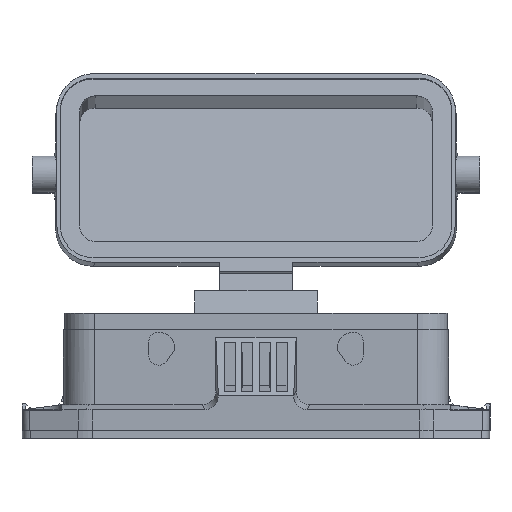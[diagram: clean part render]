
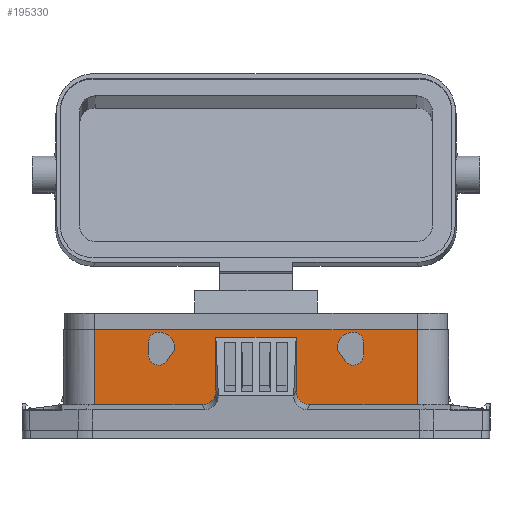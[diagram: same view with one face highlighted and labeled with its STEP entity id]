
A CAD part, left-side view. The second image highlights one B-rep face of the part: STEP entity #195330.
In plain terms, the highlighted face is planar.
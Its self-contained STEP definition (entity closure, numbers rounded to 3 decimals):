
#90820=CARTESIAN_POINT('',(2.706,37.899,
8.233));
#90830=DIRECTION('',(-1.,0.,0.));
#90840=VECTOR('',#90830,1.);
#90850=LINE('',#90820,#90840);
#90860=CARTESIAN_POINT('',(38.636,37.899,
8.233));
#90870=VERTEX_POINT('',#90860);
#90880=CARTESIAN_POINT('',(12.4,37.899,
8.233));
#90890=VERTEX_POINT('',#90880);
#90900=EDGE_CURVE('',#90870,#90890,#90850,.T.);
#116470=CARTESIAN_POINT('',(12.4,37.899,
-35.616));
#116480=DIRECTION('',(0.,0.,-1.));
#116490=VECTOR('',#116480,1.);
#116500=LINE('',#116470,#116490);
#116510=CARTESIAN_POINT('',(12.4,37.899,26.55));
#116520=VERTEX_POINT('',#116510);
#116530=EDGE_CURVE('',#116520,#90890,#116500,.T.);
#131960=CARTESIAN_POINT('',(18.629,37.899,
26.55));
#131970=DIRECTION('',(-1.,0.,0.));
#131980=VECTOR('',#131970,1.);
#131990=LINE('',#131960,#131980);
#132000=CARTESIAN_POINT('',(91.214,37.899,
26.55));
#132010=VERTEX_POINT('',#132000);
#132020=EDGE_CURVE('',#132010,#116520,#131990,.T.);
#193590=CARTESIAN_POINT('',(38.9,37.899,
25.3));
#193600=DIRECTION('',(0.,1.,0.));
#193610=DIRECTION('',(0.,0.,1.));
#193620=AXIS2_PLACEMENT_3D('',#193590,#193600,#193610);
#193630=PLANE('',#193620);
#193640=CARTESIAN_POINT('',(27.997,37.899,
20.388));
#193650=DIRECTION('',(0.,1.,0.));
#193660=DIRECTION('',(0.656,0.,
0.755));
#193670=AXIS2_PLACEMENT_3D('',#193640,#193650,#193660);
#193680=CIRCLE('',#193670,2.496);
#193690=CARTESIAN_POINT('',(30.076,37.899,
19.006));
#193700=VERTEX_POINT('',#193690);
#193710=CARTESIAN_POINT('',(25.501,37.899,
20.388));
#193720=VERTEX_POINT('',#193710);
#193730=EDGE_CURVE('',#193700,#193720,#193680,.T.);
#193740=ORIENTED_EDGE('',*,*,#193730,.F.);
#193750=CARTESIAN_POINT('',(25.501,37.899,
3.632));
#193760=DIRECTION('',(0.,0.,1.));
#193770=VECTOR('',#193760,1.);
#193780=LINE('',#193750,#193770);
#193790=CARTESIAN_POINT('',(25.501,37.899,
23.405));
#193800=VERTEX_POINT('',#193790);
#193810=EDGE_CURVE('',#193720,#193800,#193780,.T.);
#193820=ORIENTED_EDGE('',*,*,#193810,.F.);
#193830=CARTESIAN_POINT('',(27.997,37.899,
23.405));
#193840=DIRECTION('',(0.,1.,0.));
#193850=DIRECTION('',(0.656,0.,
0.755));
#193860=AXIS2_PLACEMENT_3D('',#193830,#193840,#193850);
#193870=CIRCLE('',#193860,2.496);
#193880=CARTESIAN_POINT('',(27.993,37.899,
25.901));
#193890=VERTEX_POINT('',#193880);
#193900=EDGE_CURVE('',#193800,#193890,#193870,.T.);
#193910=ORIENTED_EDGE('',*,*,#193900,.F.);
#193920=CARTESIAN_POINT('',(28.,37.899,
21.9));
#193930=DIRECTION('',(0.,1.,0.));
#193940=DIRECTION('',(0.002,0.,
1.));
#193950=AXIS2_PLACEMENT_3D('',#193920,#193930,#193940);
#193960=CIRCLE('',#193950,4.001);
#193970=CARTESIAN_POINT('',(31.973,37.899,
22.374));
#193980=VERTEX_POINT('',#193970);
#193990=EDGE_CURVE('',#193890,#193980,#193960,.T.);
#194000=ORIENTED_EDGE('',*,*,#193990,.F.);
#194010=CARTESIAN_POINT('',(30.788,37.899,
22.233));
#194020=DIRECTION('',(0.,-1.,0.));
#194030=DIRECTION('',(0.833,0.,
-0.554));
#194040=AXIS2_PLACEMENT_3D('',#194010,#194020,#194030);
#194050=CIRCLE('',#194040,1.194);
#194060=CARTESIAN_POINT('',(31.782,37.899,
21.571));
#194070=VERTEX_POINT('',#194060);
#194080=EDGE_CURVE('',#194070,#193980,#194050,.T.);
#194090=ORIENTED_EDGE('',*,*,#194080,.T.);
#194100=CARTESIAN_POINT('',(21.921,37.899,
6.744));
#194110=DIRECTION('',(-0.554,0.,
-0.833));
#194120=VECTOR('',#194110,1.);
#194130=LINE('',#194100,#194120);
#194140=EDGE_CURVE('',#194070,#193700,#194130,.T.);
#194150=ORIENTED_EDGE('',*,*,#194140,.F.);
#194160=EDGE_LOOP('',(#194150,#194090,#194000,#193910,#193820,#193740));
#194170=FACE_BOUND('',#194160,.T.);
#194180=CARTESIAN_POINT('',(75.5,37.899,
20.383));
#194190=DIRECTION('',(0.,1.,0.));
#194200=DIRECTION('',(0.656,0.,
0.755));
#194210=AXIS2_PLACEMENT_3D('',#194180,#194190,#194200);
#194220=CIRCLE('',#194210,2.496);
#194230=CARTESIAN_POINT('',(77.996,37.899,
20.383));
#194240=VERTEX_POINT('',#194230);
#194250=CARTESIAN_POINT('',(73.422,37.899,
19.001));
#194260=VERTEX_POINT('',#194250);
#194270=EDGE_CURVE('',#194240,#194260,#194220,.T.);
#194280=ORIENTED_EDGE('',*,*,#194270,.F.);
#194290=CARTESIAN_POINT('',(46.827,37.899,
58.988));
#194300=DIRECTION('',(-0.554,0.,
0.833));
#194310=VECTOR('',#194300,1.);
#194320=LINE('',#194290,#194310);
#194330=CARTESIAN_POINT('',(71.715,37.899,
21.566));
#194340=VERTEX_POINT('',#194330);
#194350=EDGE_CURVE('',#194260,#194340,#194320,.T.);
#194360=ORIENTED_EDGE('',*,*,#194350,.F.);
#194370=CARTESIAN_POINT('',(72.709,37.899,
22.227));
#194380=DIRECTION('',(0.,1.,0.));
#194390=DIRECTION('',(-0.833,0.,
-0.554));
#194400=AXIS2_PLACEMENT_3D('',#194370,#194380,#194390);
#194410=CIRCLE('',#194400,1.194);
#194420=CARTESIAN_POINT('',(71.524,37.899,
22.369));
#194430=VERTEX_POINT('',#194420);
#194440=EDGE_CURVE('',#194340,#194430,#194410,.T.);
#194450=ORIENTED_EDGE('',*,*,#194440,.F.);
#194460=CARTESIAN_POINT('',(75.497,37.899,
21.895));
#194470=DIRECTION('',(0.,-1.,0.));
#194480=DIRECTION('',(-0.002,0.,
1.));
#194490=AXIS2_PLACEMENT_3D('',#194460,#194470,#194480);
#194500=CIRCLE('',#194490,4.001);
#194510=CARTESIAN_POINT('',(75.505,37.899,
25.896));
#194520=VERTEX_POINT('',#194510);
#194530=EDGE_CURVE('',#194520,#194430,#194500,.T.);
#194540=ORIENTED_EDGE('',*,*,#194530,.T.);
#194550=CARTESIAN_POINT('',(75.5,37.899,
23.4));
#194560=DIRECTION('',(0.,-1.,0.));
#194570=DIRECTION('',(-0.656,0.,
-0.755));
#194580=AXIS2_PLACEMENT_3D('',#194550,#194560,#194570);
#194590=CIRCLE('',#194580,2.496);
#194600=CARTESIAN_POINT('',(77.996,37.899,
23.4));
#194610=VERTEX_POINT('',#194600);
#194620=EDGE_CURVE('',#194610,#194520,#194590,.T.);
#194630=ORIENTED_EDGE('',*,*,#194620,.T.);
#194640=CARTESIAN_POINT('',(77.996,37.899,
-42.001));
#194650=DIRECTION('',(0.,0.,-1.));
#194660=VECTOR('',#194650,1.);
#194670=LINE('',#194640,#194660);
#194680=EDGE_CURVE('',#194610,#194240,#194670,.T.);
#194690=ORIENTED_EDGE('',*,*,#194680,.F.);
#194700=EDGE_LOOP('',(#194690,#194630,#194540,#194450,#194360,#194280));
#194710=FACE_BOUND('',#194700,.T.);
#194720=ORIENTED_EDGE('',*,*,#116530,.F.);
#194730=ORIENTED_EDGE('',*,*,#90900,.T.);
#194740=CARTESIAN_POINT('',(38.521,37.899,
11.752));
#194750=DIRECTION('',(0.,1.,0.));
#194760=DIRECTION('',(-0.441,0.,
0.898));
#194770=AXIS2_PLACEMENT_3D('',#194740,#194750,#194760);
#194780=ELLIPSE('',#194770,3.548,3.4);
#194790=CARTESIAN_POINT('',(41.95,37.899,
11.634));
#194800=VERTEX_POINT('',#194790);
#194810=EDGE_CURVE('',#194800,#90870,#194780,.T.);
#194820=ORIENTED_EDGE('',*,*,#194810,.T.);
#194830=CARTESIAN_POINT('',(41.95,37.899,
-10.667));
#194840=DIRECTION('',(0.,0.,-1.));
#194850=VECTOR('',#194840,1.);
#194860=LINE('',#194830,#194850);
#194870=CARTESIAN_POINT('',(41.95,37.899,
24.66));
#194880=VERTEX_POINT('',#194870);
#194890=EDGE_CURVE('',#194880,#194800,#194860,.T.);
#194900=ORIENTED_EDGE('',*,*,#194890,.T.);
#194910=CARTESIAN_POINT('',(16.986,37.899,
24.66));
#194920=DIRECTION('',(-1.,0.,0.));
#194930=VECTOR('',#194920,1.);
#194940=LINE('',#194910,#194930);
#194950=CARTESIAN_POINT('',(61.55,37.899,
24.66));
#194960=VERTEX_POINT('',#194950);
#194970=EDGE_CURVE('',#194960,#194880,#194940,.T.);
#194980=ORIENTED_EDGE('',*,*,#194970,.T.);
#194990=CARTESIAN_POINT('',(61.55,37.899,
-27.705));
#195000=DIRECTION('',(0.,0.,1.));
#195010=VECTOR('',#195000,1.);
#195020=LINE('',#194990,#195010);
#195030=CARTESIAN_POINT('',(61.55,37.899,
11.634));
#195040=VERTEX_POINT('',#195030);
#195050=EDGE_CURVE('',#195040,#194960,#195020,.T.);
#195060=ORIENTED_EDGE('',*,*,#195050,.T.);
#195070=CARTESIAN_POINT('',(64.979,37.899,
11.753));
#195080=DIRECTION('',(0.,1.,0.));
#195090=DIRECTION('',(0.441,0.,
0.898));
#195100=AXIS2_PLACEMENT_3D('',#195070,#195080,#195090);
#195110=ELLIPSE('',#195100,3.548,3.4);
#195120=CARTESIAN_POINT('',(64.864,37.899,
8.233));
#195130=VERTEX_POINT('',#195120);
#195140=EDGE_CURVE('',#195130,#195040,#195110,.T.);
#195150=ORIENTED_EDGE('',*,*,#195140,.T.);
#195160=CARTESIAN_POINT('',(2.706,37.899,
8.233));
#195170=DIRECTION('',(-1.,0.,0.));
#195180=VECTOR('',#195170,1.);
#195190=LINE('',#195160,#195180);
#195200=CARTESIAN_POINT('',(91.214,37.899,
8.233));
#195210=VERTEX_POINT('',#195200);
#195220=EDGE_CURVE('',#195210,#195130,#195190,.T.);
#195230=ORIENTED_EDGE('',*,*,#195220,.T.);
#195240=CARTESIAN_POINT('',(91.214,37.899,
26.55));
#195250=DIRECTION('',(0.,0.,1.));
#195260=VECTOR('',#195250,1.);
#195270=LINE('',#195240,#195260);
#195280=EDGE_CURVE('',#195210,#132010,#195270,.T.);
#195290=ORIENTED_EDGE('',*,*,#195280,.F.);
#195300=ORIENTED_EDGE('',*,*,#132020,.F.);
#195310=EDGE_LOOP('',(#195300,#195290,#195230,#195150,#195060,#194980,
#194900,#194820,#194730,#194720));
#195320=FACE_OUTER_BOUND('',#195310,.T.);
#195330=ADVANCED_FACE('',(#194170,#194710,#195320),#193630,.T.);
